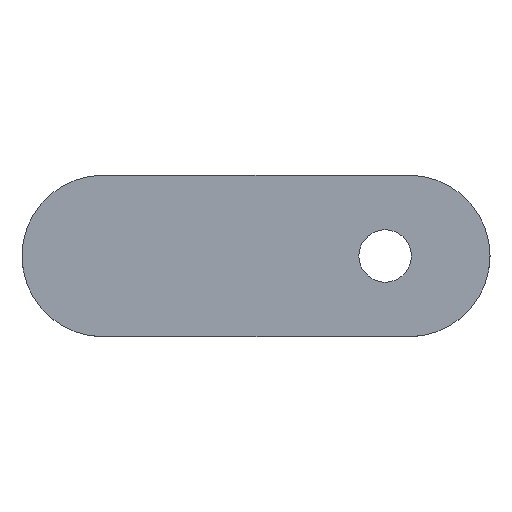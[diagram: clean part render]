
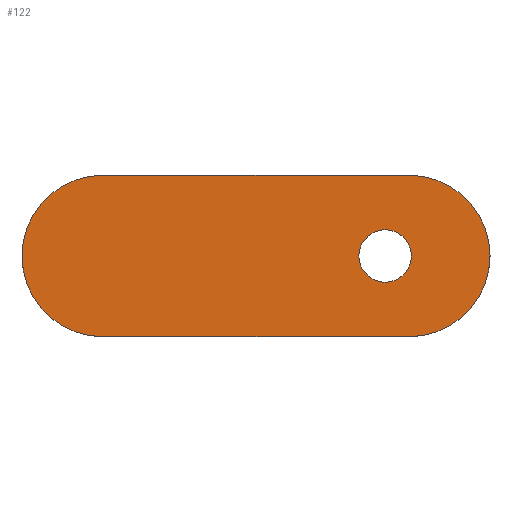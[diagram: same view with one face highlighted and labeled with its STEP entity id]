
A CAD part, top view. The second image highlights one B-rep face of the part: STEP entity #122.
In plain terms, the highlighted planar face has unit normal (0, 0, 1).
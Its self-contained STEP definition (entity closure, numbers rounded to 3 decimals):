
#19=FACE_BOUND('',#32,.T.);
#23=FACE_OUTER_BOUND('',#31,.T.);
#31=EDGE_LOOP('',(#98,#99,#100,#101));
#32=EDGE_LOOP('',(#102));
#40=LINE('',#210,#49);
#42=LINE('',#214,#51);
#49=VECTOR('',#173,10.);
#51=VECTOR('',#177,10.);
#57=CIRCLE('',#145,10.);
#58=CIRCLE('',#148,10.);
#59=CIRCLE('',#149,3.25);
#65=VERTEX_POINT('',#203);
#66=VERTEX_POINT('',#205);
#67=VERTEX_POINT('',#209);
#68=VERTEX_POINT('',#213);
#69=VERTEX_POINT('',#216);
#76=EDGE_CURVE('',#65,#66,#57,.T.);
#78=EDGE_CURVE('',#67,#66,#40,.T.);
#80=EDGE_CURVE('',#65,#68,#42,.T.);
#81=EDGE_CURVE('',#67,#68,#58,.T.);
#82=EDGE_CURVE('',#69,#69,#59,.T.);
#98=ORIENTED_EDGE('',*,*,#76,.F.);
#99=ORIENTED_EDGE('',*,*,#80,.T.);
#100=ORIENTED_EDGE('',*,*,#81,.F.);
#101=ORIENTED_EDGE('',*,*,#78,.T.);
#102=ORIENTED_EDGE('',*,*,#82,.T.);
#117=PLANE('',#147);
#122=ADVANCED_FACE('',(#23,#19),#117,.T.);
#145=AXIS2_PLACEMENT_3D('',#206,#168,#169);
#147=AXIS2_PLACEMENT_3D('',#212,#175,#176);
#148=AXIS2_PLACEMENT_3D('',#215,#178,#179);
#149=AXIS2_PLACEMENT_3D('',#217,#180,#181);
#168=DIRECTION('center_axis',(0.,0.,-1.));
#169=DIRECTION('ref_axis',(0.707,0.707,0.));
#173=DIRECTION('',(1.,0.,0.));
#175=DIRECTION('center_axis',(0.,0.,1.));
#176=DIRECTION('ref_axis',(-1.,0.,0.));
#177=DIRECTION('',(-1.,0.,0.));
#178=DIRECTION('center_axis',(0.,0.,-1.));
#179=DIRECTION('ref_axis',(-0.707,0.707,0.));
#180=DIRECTION('center_axis',(0.,0.,-1.));
#181=DIRECTION('ref_axis',(1.,0.,0.));
#203=CARTESIAN_POINT('',(3.,10.,2.));
#205=CARTESIAN_POINT('',(3.,-10.,2.));
#206=CARTESIAN_POINT('Origin',(3.,0.,2.));
#209=CARTESIAN_POINT('',(-35.,-10.,2.));
#210=CARTESIAN_POINT('',(-29.,-10.,2.));
#212=CARTESIAN_POINT('Origin',(-13.,167.584,2.));
#213=CARTESIAN_POINT('',(-35.,10.,2.));
#214=CARTESIAN_POINT('',(0.,10.,2.));
#215=CARTESIAN_POINT('Origin',(-35.,0.,2.));
#216=CARTESIAN_POINT('',(-3.25,0.,2.));
#217=CARTESIAN_POINT('Origin',(0.,0.,2.));
